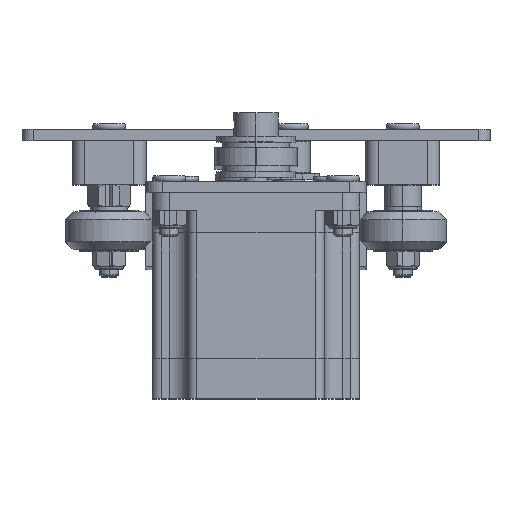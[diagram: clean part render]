
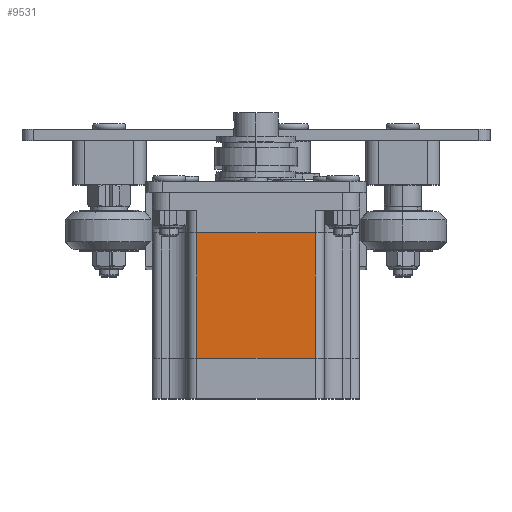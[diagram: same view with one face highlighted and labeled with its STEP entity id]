
A CAD part, top view. The second image highlights one B-rep face of the part: STEP entity #9531.
In plain terms, the highlighted face is planar.
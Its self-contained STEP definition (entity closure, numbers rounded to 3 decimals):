
#238 = ORIENTED_EDGE ( 'NONE', *, *, #9588, .T. ) ;
#512 = DIRECTION ( 'NONE',  ( 1., 0., 0. ) ) ;
#633 = LINE ( 'NONE', #29722, #11312 ) ;
#739 = AXIS2_PLACEMENT_3D ( 'NONE', #24666, #12528, #29579 ) ;
#869 = ORIENTED_EDGE ( 'NONE', *, *, #31059, .F. ) ;
#1187 = FACE_OUTER_BOUND ( 'NONE', #16726, .T. ) ;
#1249 = CARTESIAN_POINT ( 'NONE',  ( -16.07, -28.1, -45. ) ) ;
#4603 = ORIENTED_EDGE ( 'NONE', *, *, #10678, .T. ) ;
#4774 = CARTESIAN_POINT ( 'NONE',  ( 16.07, -28.1, -11. ) ) ;
#4937 = EDGE_CURVE ( 'NONE', #6129, #21558, #633, .T. ) ;
#5001 = LINE ( 'NONE', #11306, #16425 ) ;
#5597 = CARTESIAN_POINT ( 'NONE',  ( -16.07, -28.1, -45. ) ) ;
#6129 = VERTEX_POINT ( 'NONE', #14318 ) ;
#6487 = DIRECTION ( 'NONE',  ( 1., 0., 0. ) ) ;
#8066 = DIRECTION ( 'NONE',  ( 0., 0., 1. ) ) ;
#9531 = ADVANCED_FACE ( 'NONE', ( #1187 ), #22231, .T. ) ;
#9588 = EDGE_CURVE ( 'NONE', #26329, #21558, #17609, .T. ) ;
#10300 = DIRECTION ( 'NONE',  ( 0., 0., 1. ) ) ;
#10678 = EDGE_CURVE ( 'NONE', #27977, #26329, #5001, .T. ) ;
#11306 = CARTESIAN_POINT ( 'NONE',  ( -16.07, -28.1, -45. ) ) ;
#11312 = VECTOR ( 'NONE', #512, 1000. ) ;
#12528 = DIRECTION ( 'NONE',  ( 0., -1., 0. ) ) ;
#12741 = CARTESIAN_POINT ( 'NONE',  ( 16.07, -28.1, -45. ) ) ;
#14318 = CARTESIAN_POINT ( 'NONE',  ( -16.07, -28.1, -11. ) ) ;
#16425 = VECTOR ( 'NONE', #6487, 1000. ) ;
#16726 = EDGE_LOOP ( 'NONE', ( #21848, #869, #4603, #238 ) ) ;
#17609 = LINE ( 'NONE', #12741, #29809 ) ;
#21558 = VERTEX_POINT ( 'NONE', #4774 ) ;
#21848 = ORIENTED_EDGE ( 'NONE', *, *, #4937, .F. ) ;
#22231 = PLANE ( 'NONE',  #739 ) ;
#24248 = VECTOR ( 'NONE', #8066, 1000. ) ;
#24666 = CARTESIAN_POINT ( 'NONE',  ( -16.07, -28.1, -45. ) ) ;
#26329 = VERTEX_POINT ( 'NONE', #29150 ) ;
#27977 = VERTEX_POINT ( 'NONE', #1249 ) ;
#29150 = CARTESIAN_POINT ( 'NONE',  ( 16.07, -28.1, -45. ) ) ;
#29579 = DIRECTION ( 'NONE',  ( 1., 0., 0. ) ) ;
#29722 = CARTESIAN_POINT ( 'NONE',  ( -16.07, -28.1, -11. ) ) ;
#29809 = VECTOR ( 'NONE', #10300, 1000. ) ;
#31059 = EDGE_CURVE ( 'NONE', #27977, #6129, #31515, .T. ) ;
#31515 = LINE ( 'NONE', #5597, #24248 ) ;
